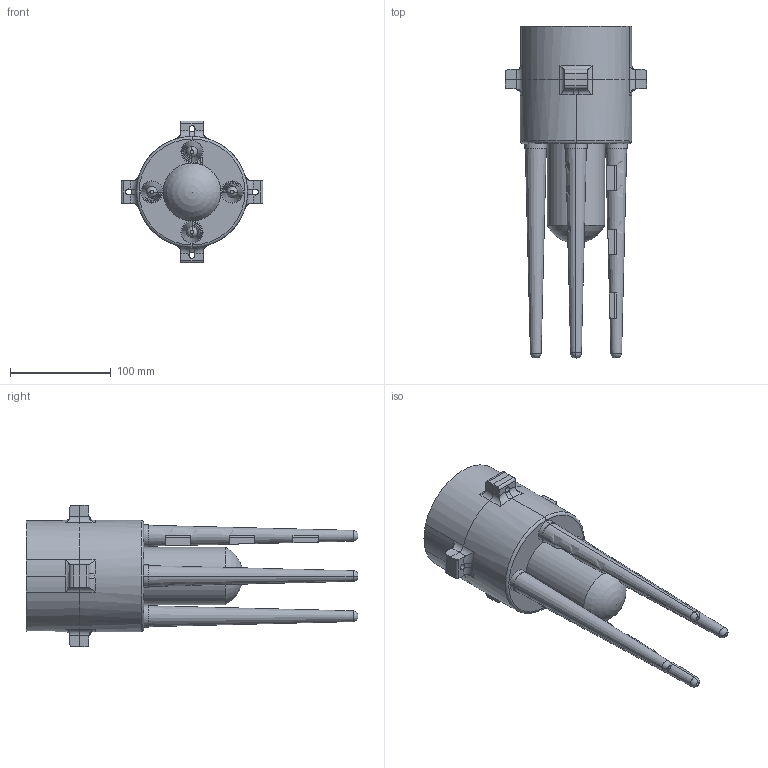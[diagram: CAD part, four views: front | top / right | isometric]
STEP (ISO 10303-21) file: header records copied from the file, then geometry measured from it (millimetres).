
FILE_DESCRIPTION (( 'STEP AP203' ), '1' );
FILE_NAME ('Squid V4.STEP', '2024-08-15T00:11:30', ( '' ), ( '' ), 'SwSTEP 2.0', 'SolidWorks 2023', '' );
FILE_SCHEMA (( 'CONFIG_CONTROL_DESIGN' ));
Length unit declared in the file: inch
Products named in the file (8): Squid V4; Part1^Servo with Pulley; Top Part of Squid V4^Squid V4; Servo with Pulley; Camera Mount; FS09R_Servo_Motor_Varsayılan; Kraken Tentacle V4
Assembly tree (10 placements, depth 3):
  Squid V4
    Squid V4
    Camera Mount
    Kraken Tentacle V4  x4
    Top Part of Squid V4^Squid V4
    Servo with Pulley
      FS09R_Servo_Motor_Varsayılan
      Part1^Servo with Pulley
Bounding box: 141.12 x 330 x 141.12 mm (x, y, z)
Volume: 596551.4 mm3; surface area: 219352.2 mm2
Topology: 9 solids, 9 shells, 457 faces, 1226 edges, 793 vertices
Faces by surface type: plane 236, cylinder 173, torus 27, sphere 9, cone 8, bspline 4
Entity records: 13665 total; most frequent: CARTESIAN_POINT 2766, DIRECTION 2169, ORIENTED_EDGE 2044, EDGE_CURVE 1022, AXIS2_PLACEMENT_3D 788, VERTEX_POINT 665, LINE 593, VECTOR 593
